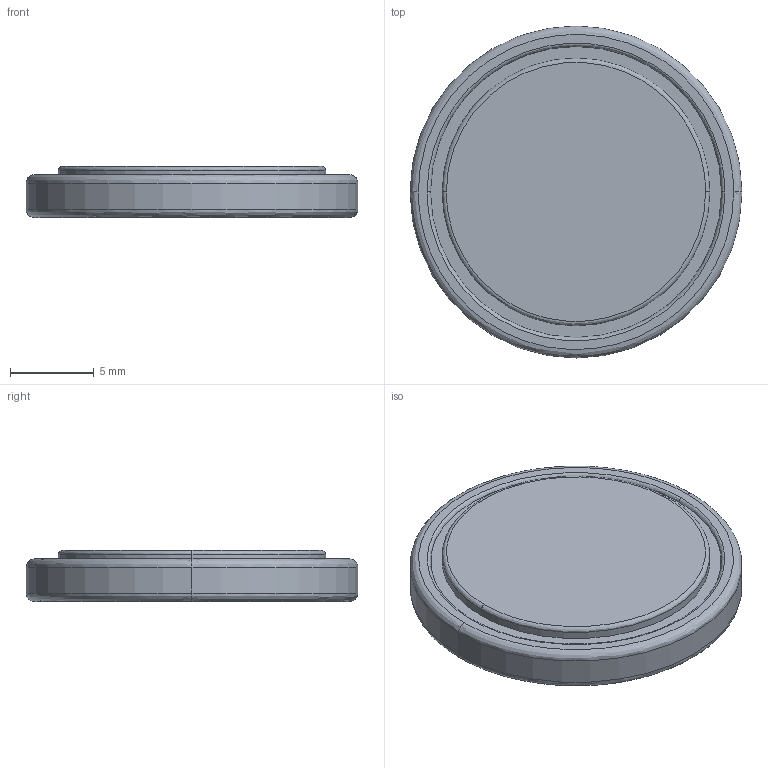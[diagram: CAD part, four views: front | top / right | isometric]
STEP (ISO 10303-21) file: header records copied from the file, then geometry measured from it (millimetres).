
FILE_DESCRIPTION (( 'STEP AP214' ), '1' );
FILE_NAME ('User Library-depin3vloaidung.STEP', '2018-10-31T07:42:51', ( '' ), ( '' ), 'SwSTEP 2.0', 'SolidWorks 2018', '' );
FILE_SCHEMA (( 'AUTOMOTIVE_DESIGN' ));
Length unit declared in the file: millimetre
Products named in the file (2): User Library-depin3vloaidung_Pin 3 v; User Library-depin3vloaidung
Assembly tree (1 placements, depth 2):
  User Library-depin3vloaidung
    User Library-depin3vloaidung_Pin 3 v
Bounding box: 19.85 x 19.85 x 3.05 mm (x, y, z)
Volume: 874.5 mm3; surface area: 787 mm2
Topology: 1 solids, 1 shells, 16 faces, 30 edges, 18 vertices
Faces by surface type: bspline 8, cylinder 4, plane 4
Entity records: 1082 total; most frequent: CARTESIAN_POINT 556, DIRECTION 64, ORIENTED_EDGE 60, AXIS2_PLACEMENT_3D 30, EDGE_CURVE 30, UNCERTAINTY_MEASURE_WITH_UNIT 20, STYLED_ITEM 18, COLOUR_RGB 18
